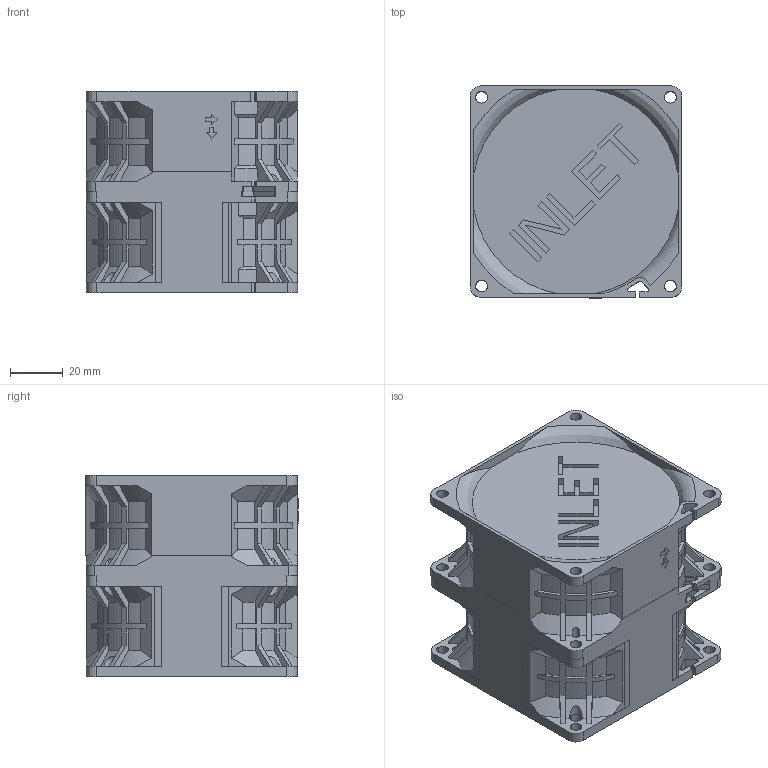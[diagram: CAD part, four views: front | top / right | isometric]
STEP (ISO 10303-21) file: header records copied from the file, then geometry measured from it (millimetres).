
FILE_DESCRIPTION((''),'2;1');
FILE_NAME('GFC0812DW-TD2G','2015-07-29T',('DURANT.QIAN'),(''),'CREO PARAMETRIC BY PTC INC, 2014440','CREO PARAMETRIC BY PTC INC, 2014440','');
FILE_SCHEMA(('CONFIG_CONTROL_DESIGN'));
Length unit declared in the file: millimetre
Products named in the file (1): GFC0812DW-TD2G
Bounding box: 80 x 80.3 x 76.28 mm (x, y, z)
Volume: 390674.9 mm3; surface area: 61254.2 mm2
Topology: 1 solids, 1 shells, 792 faces, 2377 edges, 1597 vertices
Faces by surface type: plane 481, cylinder 214, cone 85, torus 12
Entity records: 28286 total; most frequent: CARTESIAN_POINT 6916, ORIENTED_EDGE 4750, DIRECTION 4208, EDGE_CURVE 2375, VERTEX_POINT 1597, AXIS2_PLACEMENT_3D 1465, VECTOR 1278, LINE 1278
